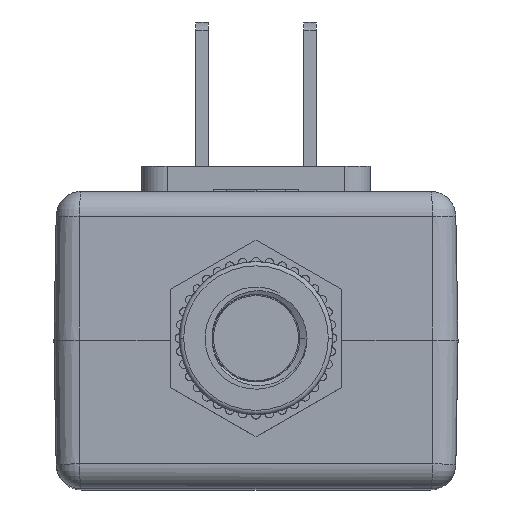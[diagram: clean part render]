
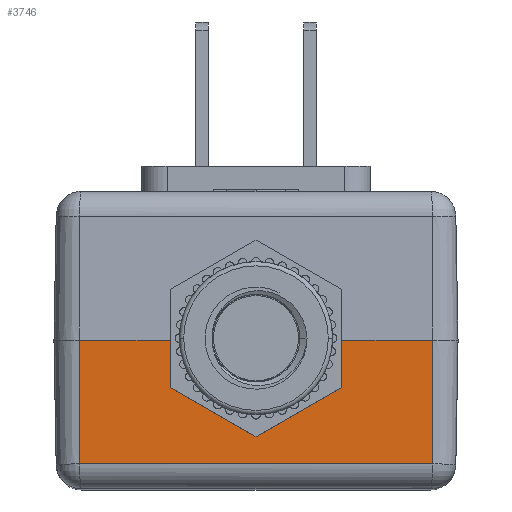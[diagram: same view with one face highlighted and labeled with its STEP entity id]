
A CAD part, top view. The second image highlights one B-rep face of the part: STEP entity #3746.
In plain terms, the highlighted planar face has unit normal (0, -0.018, 1).
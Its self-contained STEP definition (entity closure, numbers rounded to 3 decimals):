
#10=CARTESIAN_POINT('',(20.75,-24.55,2.396));
#16=CARTESIAN_POINT('',(-20.75,-24.55,2.396));
#34=DIRECTION('',(-1.,0.,0.));
#35=VECTOR('',#34,41.5);
#36=CARTESIAN_POINT('',(20.75,-24.55,2.396));
#37=LINE('',#36,#35);
#123=DIRECTION('',(0.,-1.,-0.017));
#124=VECTOR('',#123,14.555);
#125=CARTESIAN_POINT('',(20.75,-9.998,2.65));
#126=LINE('',#125,#124);
#160=DIRECTION('',(-1.,0.,0.));
#161=VECTOR('',#160,12.336);
#162=CARTESIAN_POINT('',(20.75,-9.998,2.65));
#163=LINE('',#162,#161);
#164=DIRECTION('',(-1.,0.,0.));
#165=VECTOR('',#164,12.336);
#166=CARTESIAN_POINT('',(-8.414,-9.998,2.65));
#167=LINE('',#166,#165);
#168=CARTESIAN_POINT('',(0.,-18.544,
2.501));
#169=CARTESIAN_POINT('',(-1.121,-18.544,2.501));
#170=CARTESIAN_POINT('',(-3.361,-18.09,2.509));
#171=CARTESIAN_POINT('',(-6.193,-16.156,2.543));
#172=CARTESIAN_POINT('',(-8.032,-13.3,2.592));
#173=CARTESIAN_POINT('',(-8.431,-11.086,2.631));
#174=CARTESIAN_POINT('',(-8.414,-9.998,2.65));
#176=CARTESIAN_POINT('',(8.414,-9.998,2.65));
#177=CARTESIAN_POINT('',(8.431,-11.086,2.631));
#178=CARTESIAN_POINT('',(8.032,-13.3,2.592));
#179=CARTESIAN_POINT('',(6.193,-16.156,2.543));
#180=CARTESIAN_POINT('',(3.361,-18.09,2.509));
#181=CARTESIAN_POINT('',(1.121,-18.544,2.501));
#182=CARTESIAN_POINT('',(0.,-18.544,
2.501));
#241=DIRECTION('',(0.,1.,0.017));
#242=VECTOR('',#241,14.555);
#243=CARTESIAN_POINT('',(-20.75,-24.55,2.396));
#244=LINE('',#243,#242);
#1346=CARTESIAN_POINT('',(-8.414,-9.998,2.65));
#2031=VERTEX_POINT('',#176);
#2032=VERTEX_POINT('',#182);
#2051=CARTESIAN_POINT('',(-20.75,-9.998,2.65));
#2052=VERTEX_POINT('',#2051);
#2113=VERTEX_POINT('',#16);
#2115=VERTEX_POINT('',#10);
#2154=CARTESIAN_POINT('',(20.75,-9.998,2.65));
#2155=VERTEX_POINT('',#2154);
#2241=VERTEX_POINT('',#1346);
#3727=CARTESIAN_POINT('',(-20.75,-9.998,2.65));
#3728=DIRECTION('',(0.,-0.017,1.));
#3729=DIRECTION('',(0.,-1.,-0.017));
#3730=AXIS2_PLACEMENT_3D('',#3727,#3728,#3729);
#3731=PLANE('',#3730);
#3733=ORIENTED_EDGE('',*,*,#3732,.F.);
#3734=ORIENTED_EDGE('',*,*,#3718,.T.);
#3735=ORIENTED_EDGE('',*,*,#2864,.T.);
#3737=ORIENTED_EDGE('',*,*,#3736,.T.);
#3739=ORIENTED_EDGE('',*,*,#3738,.F.);
#3741=ORIENTED_EDGE('',*,*,#3740,.F.);
#3743=ORIENTED_EDGE('',*,*,#3742,.F.);
#3744=EDGE_LOOP('',(#3733,#3734,#3735,#3737,#3739,#3741,#3743));
#3745=FACE_OUTER_BOUND('',#3744,.F.);
#3746=ADVANCED_FACE('',(#3745),#3731,.T.);
#175=B_SPLINE_CURVE_WITH_KNOTS('',3,(#168,#169,#170,#171,#172,#173,#174),
.UNSPECIFIED.,.F.,.F.,(4,1,1,1,4),(0.,0.252,0.504,
0.755,1.),.UNSPECIFIED.);
#183=B_SPLINE_CURVE_WITH_KNOTS('',3,(#176,#177,#178,#179,#180,#181,#182),
.UNSPECIFIED.,.F.,.F.,(4,1,1,1,4),(0.,0.245,0.496,
0.748,1.),.UNSPECIFIED.);
#2864=EDGE_CURVE('',#2115,#2113,#37,.T.);
#3718=EDGE_CURVE('',#2155,#2115,#126,.T.);
#3732=EDGE_CURVE('',#2155,#2031,#163,.T.);
#3736=EDGE_CURVE('',#2113,#2052,#244,.T.);
#3738=EDGE_CURVE('',#2241,#2052,#167,.T.);
#3740=EDGE_CURVE('',#2032,#2241,#175,.T.);
#3742=EDGE_CURVE('',#2031,#2032,#183,.T.);
